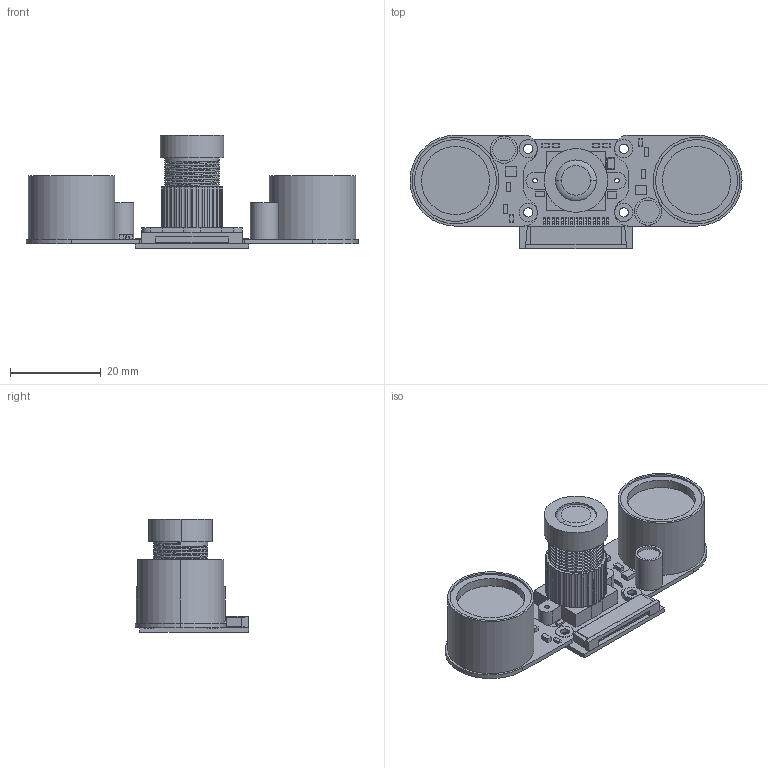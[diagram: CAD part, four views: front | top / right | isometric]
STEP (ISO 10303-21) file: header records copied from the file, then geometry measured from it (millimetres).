
FILE_DESCRIPTION (( 'STEP AP214' ), '1' );
FILE_NAME ('Camera Module NVision Assem.STEP', '2018-10-12T19:55:43', ( '' ), ( '' ), 'SwSTEP 2.0', 'SolidWorks 2018', '' );
FILE_SCHEMA (( 'AUTOMOTIVE_DESIGN' ));
Length unit declared in the file: millimetre
Products named in the file (15): Camera Module NVision Assem; 0603 Resistor; 15 Pin Ribbon Block; Camera Block; PCB 1; Lenz; IR Cup; IR Light Sensor; IR Lenz 18mm; Light Sensor Lenz; IR PCB; IR Module Assem; Ribbon Clamp; Camera end; 15 Pin Ribbon Block Assem
Assembly tree (19 placements, depth 3):
  Camera Module NVision Assem
    PCB 1
    Camera Block
    Camera end
    Lenz
    15 Pin Ribbon Block Assem
      15 Pin Ribbon Block
      Ribbon Clamp
    0603 Resistor  x4
    IR Module Assem  x2
      IR PCB
      IR Cup
      IR Light Sensor
      IR Lenz 18mm
      Light Sensor Lenz
      0603 Resistor
Bounding box: 73 x 25 x 24.98 mm (x, y, z)
Volume: 6746.8 mm3; surface area: 14121.7 mm2
Topology: 22 solids, 22 shells, 715 faces, 1851 edges, 1214 vertices
Faces by surface type: plane 398, cylinder 309, torus 6, bspline 2
Entity records: 24277 total; most frequent: CARTESIAN_POINT 4895, DIRECTION 3179, ORIENTED_EDGE 3064, EDGE_CURVE 1532, AXIS2_PLACEMENT_3D 1118, VERTEX_POINT 1008, LINE 943, VECTOR 943
